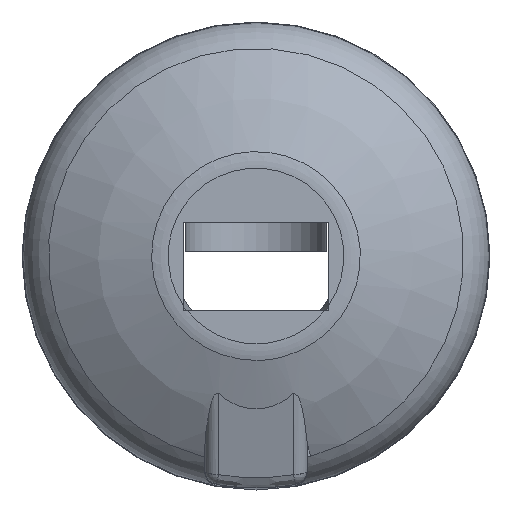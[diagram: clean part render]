
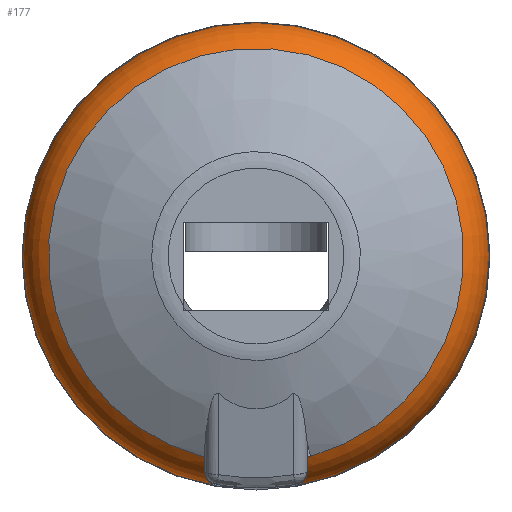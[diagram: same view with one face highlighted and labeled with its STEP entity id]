
A CAD part, left-side view. The second image highlights one B-rep face of the part: STEP entity #177.
In plain terms, the highlighted toroidal (fillet/blend) face has major radius 9.494 mm and minor radius 3.175 mm.
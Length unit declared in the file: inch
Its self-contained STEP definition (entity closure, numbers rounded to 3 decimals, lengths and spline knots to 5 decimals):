
#155=TOROIDAL_SURFACE('',#1319,0.37379,0.125);
#177=ADVANCED_FACE('',(#237),#155,.T.);
#237=FACE_OUTER_BOUND('',#280,.T.);
#280=EDGE_LOOP('',(#356,#357,#358,#359,#360,#361));
#356=ORIENTED_EDGE('',*,*,#620,.F.);
#357=ORIENTED_EDGE('',*,*,#635,.T.);
#358=ORIENTED_EDGE('',*,*,#626,.T.);
#359=ORIENTED_EDGE('',*,*,#636,.T.);
#360=ORIENTED_EDGE('',*,*,#629,.F.);
#361=ORIENTED_EDGE('',*,*,#637,.T.);
#538=VERTEX_POINT('',#1946);
#539=VERTEX_POINT('',#1947);
#544=VERTEX_POINT('',#1964);
#545=VERTEX_POINT('',#1972);
#547=VERTEX_POINT('',#1983);
#548=VERTEX_POINT('',#1985);
#620=EDGE_CURVE('',#538,#539,#748,.T.);
#626=EDGE_CURVE('',#545,#544,#751,.T.);
#629=EDGE_CURVE('',#547,#548,#808,.T.);
#635=EDGE_CURVE('',#538,#545,#810,.T.);
#636=EDGE_CURVE('',#544,#548,#757,.T.);
#637=EDGE_CURVE('',#547,#539,#758,.T.);
#748=B_SPLINE_CURVE_WITH_KNOTS('',3,(#1939,#1940,#1941,#1942,#1943,#1944,
#1945),.UNSPECIFIED.,.F.,.F.,(4,3,4),(0.,0.06064,1.),
 .UNSPECIFIED.);
#751=B_SPLINE_CURVE_WITH_KNOTS('',3,(#1965,#1966,#1967,#1968,#1969,#1970,
#1971),.UNSPECIFIED.,.F.,.F.,(4,3,4),(0.,0.06064,1.),
 .UNSPECIFIED.);
#757=B_SPLINE_CURVE_WITH_KNOTS('',3,(#2065,#2066,#2067,#2068,#2069,#2070,
#2071,#2072,#2073,#2074,#2075,#2076,#2077,#2078,#2079,#2080,#2081,#2082,
#2083,#2084,#2085,#2086,#2087,#2088,#2089,#2090,#2091,#2092,#2093,#2094,
#2095,#2096,#2097,#2098,#2099,#2100,#2101,#2102,#2103,#2104),
 .UNSPECIFIED.,.F.,.F.,(4,3,3,3,3,3,3,3,3,3,3,3,3,4),(0.,0.33908,
0.85074,0.90514,0.93998,0.96207,
0.976,0.98479,0.99035,0.99389,
0.99617,0.99838,0.99922,1.),.UNSPECIFIED.);
#758=B_SPLINE_CURVE_WITH_KNOTS('',3,(#2105,#2106,#2107,#2108,#2109,#2110,
#2111,#2112,#2113,#2114,#2115,#2116,#2117,#2118,#2119,#2120,#2121,#2122,
#2123,#2124,#2125,#2126,#2127,#2128,#2129),.UNSPECIFIED.,.F.,.F.,(4,3,3,
3,3,3,3,3,4),(0.,0.00066,0.00159,0.00442,
0.01759,0.06999,0.2803,0.70721,
1.),.UNSPECIFIED.);
#808=CIRCLE('',#1314,0.49871);
#810=CIRCLE('',#1317,0.44373);
#1314=AXIS2_PLACEMENT_3D('',#1984,#1454,#1455);
#1317=AXIS2_PLACEMENT_3D('',#2063,#1460,#1461);
#1319=AXIS2_PLACEMENT_3D('',#2130,#1464,#1465);
#1454=DIRECTION('',(1.,0.,0.));
#1455=DIRECTION('',(0.,0.,-1.));
#1460=DIRECTION('',(1.,0.,0.));
#1461=DIRECTION('',(0.,0.,-1.));
#1464=DIRECTION('',(1.,0.,0.));
#1465=DIRECTION('',(0.,0.,-1.));
#1939=CARTESIAN_POINT('',(0.10198,5.69755,-1.33033));
#1940=CARTESIAN_POINT('',(0.10243,5.69755,-1.33101));
#1941=CARTESIAN_POINT('',(0.10288,5.69755,-1.33169));
#1942=CARTESIAN_POINT('',(0.10334,5.69755,-1.33237));
#1943=CARTESIAN_POINT('',(0.11038,5.69755,-1.3427));
#1944=CARTESIAN_POINT('',(0.11904,5.69755,-1.35209));
#1945=CARTESIAN_POINT('',(0.1288,5.69755,-1.3599));
#1946=CARTESIAN_POINT('',(0.10198,5.69755,-1.33033));
#1947=CARTESIAN_POINT('',(0.1288,5.69755,-1.3599));
#1964=CARTESIAN_POINT('',(0.1288,5.47755,-1.3599));
#1965=CARTESIAN_POINT('',(0.10198,5.47755,-1.33033));
#1966=CARTESIAN_POINT('',(0.10243,5.47755,-1.33101));
#1967=CARTESIAN_POINT('',(0.10288,5.47755,-1.33169));
#1968=CARTESIAN_POINT('',(0.10334,5.47755,-1.33237));
#1969=CARTESIAN_POINT('',(0.11038,5.47755,-1.3427));
#1970=CARTESIAN_POINT('',(0.11904,5.47755,-1.35209));
#1971=CARTESIAN_POINT('',(0.1288,5.47755,-1.3599));
#1972=CARTESIAN_POINT('',(0.10198,5.47755,-1.33033));
#1983=CARTESIAN_POINT('',(0.20097,5.67266,-1.39184));
#1984=CARTESIAN_POINT('',(0.20097,5.58755,-0.90045));
#1985=CARTESIAN_POINT('',(0.20097,5.50243,-1.39184));
#2063=CARTESIAN_POINT('',(0.10198,5.58755,-0.90045));
#2065=CARTESIAN_POINT('',(0.1288,5.47755,-1.3599));
#2066=CARTESIAN_POINT('',(0.13624,5.47755,-1.36585));
#2067=CARTESIAN_POINT('',(0.14423,5.47915,-1.37121));
#2068=CARTESIAN_POINT('',(0.15231,5.48155,-1.37565));
#2069=CARTESIAN_POINT('',(0.16446,5.48515,-1.38231));
#2070=CARTESIAN_POINT('',(0.17719,5.49067,-1.38714));
#2071=CARTESIAN_POINT('',(0.18987,5.49673,-1.3899));
#2072=CARTESIAN_POINT('',(0.19123,5.49738,-1.39019));
#2073=CARTESIAN_POINT('',(0.1926,5.49804,-1.39047));
#2074=CARTESIAN_POINT('',(0.19396,5.4987,-1.39072));
#2075=CARTESIAN_POINT('',(0.19484,5.49913,-1.39088));
#2076=CARTESIAN_POINT('',(0.19571,5.49956,-1.39103));
#2077=CARTESIAN_POINT('',(0.19659,5.49999,-1.39117));
#2078=CARTESIAN_POINT('',(0.19714,5.50026,-1.39126));
#2079=CARTESIAN_POINT('',(0.1977,5.50054,-1.39134));
#2080=CARTESIAN_POINT('',(0.19825,5.50082,-1.39143));
#2081=CARTESIAN_POINT('',(0.1986,5.50099,-1.39148));
#2082=CARTESIAN_POINT('',(0.19895,5.50117,-1.39153));
#2083=CARTESIAN_POINT('',(0.1993,5.50135,-1.39158));
#2084=CARTESIAN_POINT('',(0.19952,5.50146,-1.39161));
#2085=CARTESIAN_POINT('',(0.19974,5.50157,-1.39164));
#2086=CARTESIAN_POINT('',(0.19996,5.50169,-1.39167));
#2087=CARTESIAN_POINT('',(0.20009,5.50176,-1.39169));
#2088=CARTESIAN_POINT('',(0.20023,5.50184,-1.39171));
#2089=CARTESIAN_POINT('',(0.20037,5.50192,-1.39173));
#2090=CARTESIAN_POINT('',(0.20045,5.50197,-1.39174));
#2091=CARTESIAN_POINT('',(0.20054,5.50202,-1.39175));
#2092=CARTESIAN_POINT('',(0.20062,5.50207,-1.39176));
#2093=CARTESIAN_POINT('',(0.20068,5.5021,-1.39177));
#2094=CARTESIAN_POINT('',(0.20073,5.50214,-1.39178));
#2095=CARTESIAN_POINT('',(0.20078,5.50218,-1.39179));
#2096=CARTESIAN_POINT('',(0.20083,5.50222,-1.3918));
#2097=CARTESIAN_POINT('',(0.20088,5.50226,-1.39181));
#2098=CARTESIAN_POINT('',(0.20092,5.50231,-1.39182));
#2099=CARTESIAN_POINT('',(0.20093,5.50232,-1.39182));
#2100=CARTESIAN_POINT('',(0.20094,5.50234,-1.39182));
#2101=CARTESIAN_POINT('',(0.20095,5.50237,-1.39183));
#2102=CARTESIAN_POINT('',(0.20096,5.50239,-1.39183));
#2103=CARTESIAN_POINT('',(0.20097,5.50241,-1.39184));
#2104=CARTESIAN_POINT('',(0.20097,5.50243,-1.39184));
#2105=CARTESIAN_POINT('',(0.20097,5.67266,-1.39184));
#2106=CARTESIAN_POINT('',(0.20097,5.67268,-1.39184));
#2107=CARTESIAN_POINT('',(0.20096,5.6727,-1.39183));
#2108=CARTESIAN_POINT('',(0.20096,5.67272,-1.39183));
#2109=CARTESIAN_POINT('',(0.20095,5.67274,-1.39183));
#2110=CARTESIAN_POINT('',(0.20093,5.67277,-1.39182));
#2111=CARTESIAN_POINT('',(0.20092,5.67279,-1.39182));
#2112=CARTESIAN_POINT('',(0.20087,5.67285,-1.3918));
#2113=CARTESIAN_POINT('',(0.2008,5.6729,-1.39179));
#2114=CARTESIAN_POINT('',(0.20074,5.67294,-1.39178));
#2115=CARTESIAN_POINT('',(0.20044,5.67316,-1.39173));
#2116=CARTESIAN_POINT('',(0.20011,5.67332,-1.39169));
#2117=CARTESIAN_POINT('',(0.19978,5.6735,-1.39164));
#2118=CARTESIAN_POINT('',(0.19848,5.67418,-1.39146));
#2119=CARTESIAN_POINT('',(0.19716,5.67482,-1.39127));
#2120=CARTESIAN_POINT('',(0.19584,5.67547,-1.39105));
#2121=CARTESIAN_POINT('',(0.19058,5.67806,-1.39016));
#2122=CARTESIAN_POINT('',(0.18531,5.68056,-1.38893));
#2123=CARTESIAN_POINT('',(0.18009,5.6829,-1.38737));
#2124=CARTESIAN_POINT('',(0.16957,5.68762,-1.38421));
#2125=CARTESIAN_POINT('',(0.15906,5.69178,-1.37962));
#2126=CARTESIAN_POINT('',(0.14899,5.69449,-1.37377));
#2127=CARTESIAN_POINT('',(0.14206,5.69635,-1.36974));
#2128=CARTESIAN_POINT('',(0.13523,5.69755,-1.36504));
#2129=CARTESIAN_POINT('',(0.1288,5.69755,-1.3599));
#2130=CARTESIAN_POINT('',(0.20558,5.58755,-0.90045));
